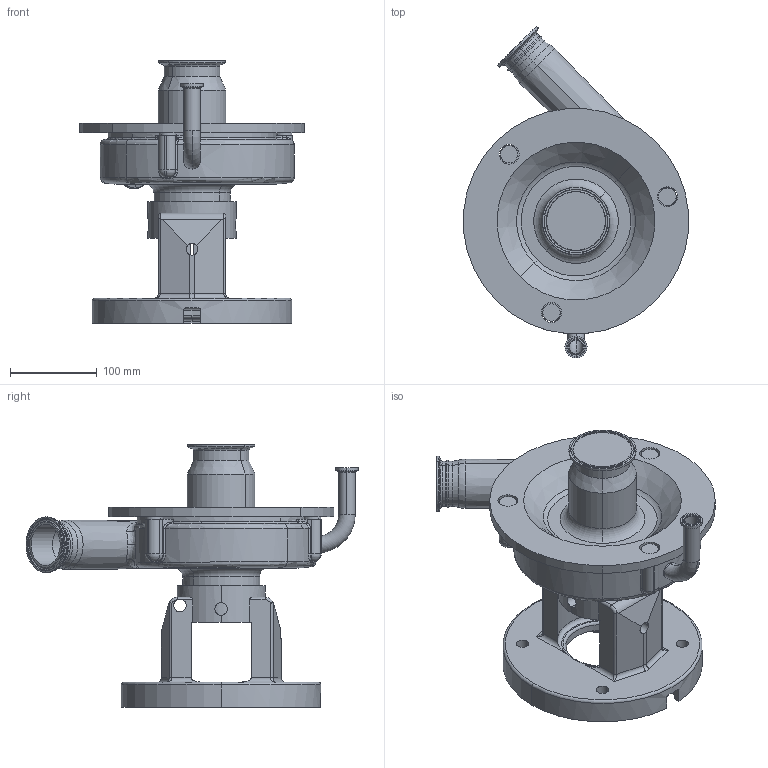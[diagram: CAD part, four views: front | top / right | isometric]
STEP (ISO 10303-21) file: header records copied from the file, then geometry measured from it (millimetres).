
FILE_DESCRIPTION (( 'STEP AP214' ), '1' );
FILE_NAME ('FPX 3531-3532 180TC 45L 3-4 In ELBOW FRONT.STEP', '2022-12-19T16:38:51', ( '' ), ( '' ), 'SwSTEP 2.0', 'SolidWorks 2021', '' );
FILE_SCHEMA (( 'AUTOMOTIVE_DESIGN' ));
Length unit declared in the file: millimetre
Products named in the file (2): FPX 3531-3532 180TC 45L 3-4 In ELBOW FRONT; FPX 353 180TC 45L 3-4 iN ELBOW FRONT^1275000090.STEP
Assembly tree (1 placements, depth 2):
  FPX 3531-3532 180TC 45L 3-4 In ELBOW FRONT
    FPX 353 180TC 45L 3-4 iN ELBOW FRONT^1275000090.STEP
Bounding box: 259.01 x 382.56 x 303 mm (x, y, z)
Volume: 3992767.1 mm3; surface area: 500915.2 mm2
Topology: 1 solids, 4 shells, 541 faces, 1322 edges, 780 vertices
Faces by surface type: cylinder 205, torus 130, plane 89, bspline 61, cone 36, sphere 20
Entity records: 39192 total; most frequent: CARTESIAN_POINT 26830, ORIENTED_EDGE 2618, DIRECTION 2586, EDGE_CURVE 1309, AXIS2_PLACEMENT_3D 1102, VERTEX_POINT 778, CIRCLE 618, EDGE_LOOP 579
